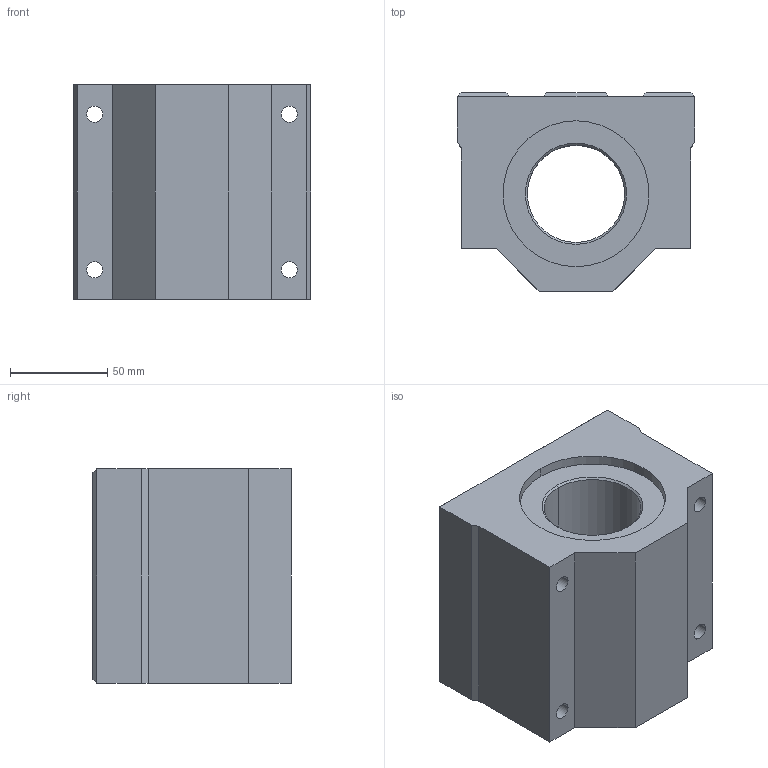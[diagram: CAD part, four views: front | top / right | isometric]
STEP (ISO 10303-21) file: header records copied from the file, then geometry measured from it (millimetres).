
FILE_DESCRIPTION (( 'STEP AP214' ), '1' );
FILE_NAME ('KBA50UU-Rollco.step', '2024-02-16T10:25:43', ( '' ), ( '' ), 'SwSTEP 2.0', 'SolidWorks 2010', '' );
FILE_SCHEMA (( 'AUTOMOTIVE_DESIGN' ));
Length unit declared in the file: millimetre
Products named in the file (1): KBA50UU-Rollco
Bounding box: 122 x 102 x 110 mm (x, y, z)
Volume: 927922.3 mm3; surface area: 89536.6 mm2
Topology: 1 solids, 1 shells, 50 faces, 122 edges, 76 vertices
Faces by surface type: plane 32, cylinder 14, cone 4
Entity records: 1504 total; most frequent: DIRECTION 256, CARTESIAN_POINT 249, ORIENTED_EDGE 244, EDGE_CURVE 122, VECTOR 90, LINE 90, AXIS2_PLACEMENT_3D 83, VERTEX_POINT 76
